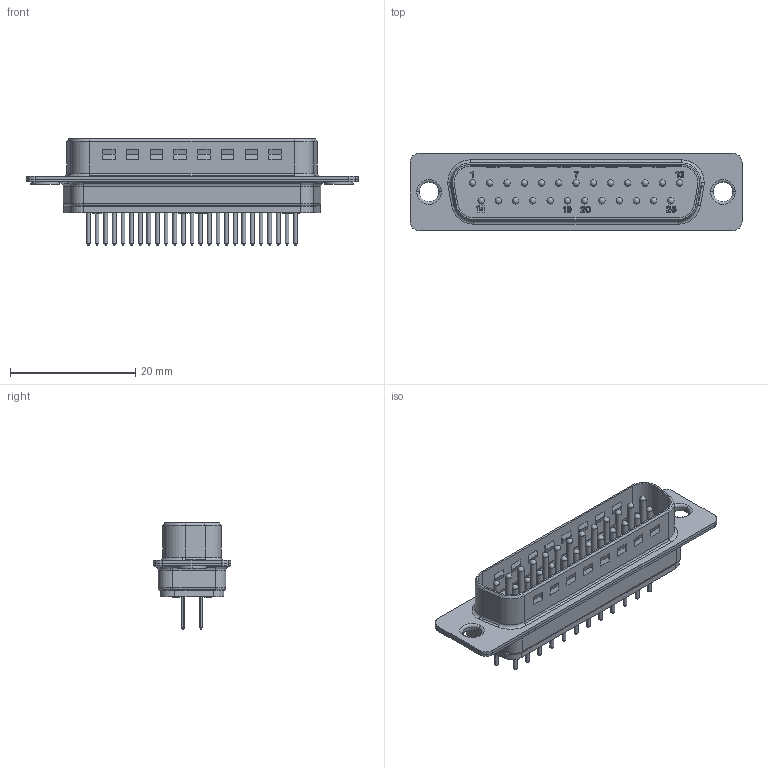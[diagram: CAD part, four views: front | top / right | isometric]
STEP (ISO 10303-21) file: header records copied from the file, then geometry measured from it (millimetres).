
FILE_DESCRIPTION((''),'2;1');
FILE_NAME('DE005410.stp','2007-09-14T13:21:13',('martin.rickli'),(''),'Autodesk Inventor 9','Autodesk Inventor 9','');
FILE_SCHEMA(('AUTOMOTIVE_DESIGN { 1 0 10303 214 1 1 1 1 }'));
Length unit declared in the file: millimetre
Products named in the file (6): 052086; 00032a_25; R+B00056f; R+B00129a; R+B00126; DE002596
Assembly tree (29 placements, depth 2):
  052086
    00032a_25
    R+B00056f  x25
    R+B00129a
    R+B00126
    DE002596
Bounding box: 53.1 x 12.4 x 17 mm (x, y, z)
Volume: 2095 mm3; surface area: 6757.3 mm2
Topology: 29 solids, 29 shells, 4555 faces, 11271 edges, 6862 vertices
Faces by surface type: plane 3684, cylinder 420, bspline 246, cone 154, torus 26, sphere 25
Entity records: 35156 total; most frequent: CARTESIAN_POINT 12309, ORIENTED_EDGE 4870, DIRECTION 4516, EDGE_CURVE 2435, VERTEX_POINT 1580, AXIS2_PLACEMENT_3D 1519, VECTOR 1478, LINE 1478
